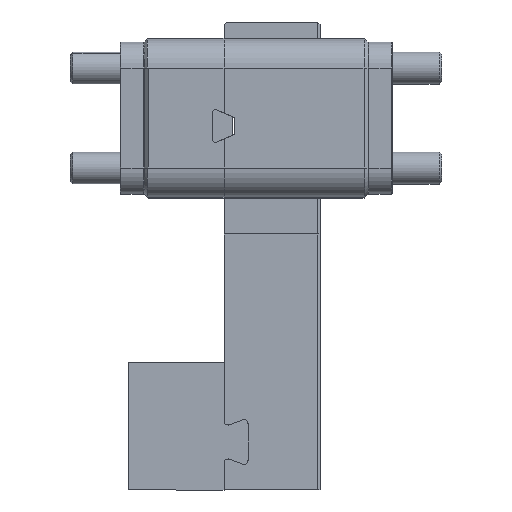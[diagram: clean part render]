
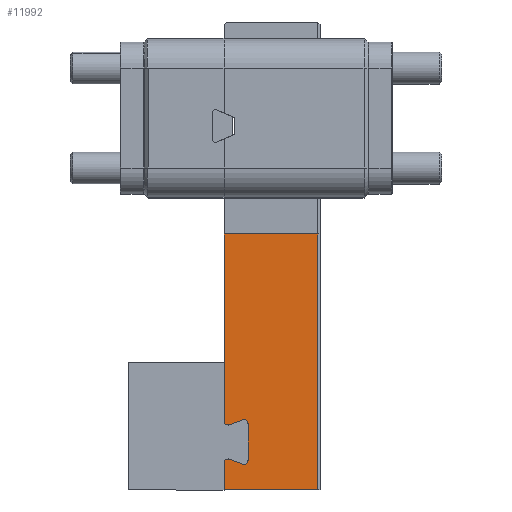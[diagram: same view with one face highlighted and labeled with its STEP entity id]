
A CAD part, left-side view. The second image highlights one B-rep face of the part: STEP entity #11992.
In plain terms, the highlighted face is planar.
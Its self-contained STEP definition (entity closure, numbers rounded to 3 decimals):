
#162 = DIRECTION ( 'NONE',  ( 0., 1., 0. ) ) ;
#263 = CARTESIAN_POINT ( 'NONE',  ( 35., 0.3, -8.2 ) ) ;
#289 = VECTOR ( 'NONE', #2393, 1000. ) ;
#742 = CARTESIAN_POINT ( 'NONE',  ( 31.622, 11.5, -8.2 ) ) ;
#803 = ORIENTED_EDGE ( 'NONE', *, *, #6856, .T. ) ;
#993 = ORIENTED_EDGE ( 'NONE', *, *, #2268, .T. ) ;
#1211 = EDGE_CURVE ( 'NONE', #5547, #6773, #4774, .T. ) ;
#1215 = CARTESIAN_POINT ( 'NONE',  ( 3., 0., -8.2 ) ) ;
#1248 = CIRCLE ( 'NONE', #10554, 0.5 ) ;
#1391 = CARTESIAN_POINT ( 'NONE',  ( 31.286, 9.5, -8.2 ) ) ;
#1413 = VECTOR ( 'NONE', #11438, 1000. ) ;
#1515 = ORIENTED_EDGE ( 'NONE', *, *, #2970, .T. ) ;
#1691 = CARTESIAN_POINT ( 'NONE',  ( 26.378, 11.5, -8.2 ) ) ;
#1952 = DIRECTION ( 'NONE',  ( 1., 0., 0. ) ) ;
#1971 = ORIENTED_EDGE ( 'NONE', *, *, #10350, .F. ) ;
#2124 = ORIENTED_EDGE ( 'NONE', *, *, #14562, .F. ) ;
#2268 = EDGE_CURVE ( 'NONE', #3844, #2287, #11813, .T. ) ;
#2287 = VERTEX_POINT ( 'NONE', #3361 ) ;
#2379 = CARTESIAN_POINT ( 'NONE',  ( 3., 12., -8.2 ) ) ;
#2393 = DIRECTION ( 'NONE',  ( 0., -1., 0. ) ) ;
#2491 = EDGE_LOOP ( 'NONE', ( #8688, #803, #3829, #4187, #993, #2864, #2124, #1971, #6337, #7583, #1515, #3473, #4811, #12980 ) ) ;
#2602 = CARTESIAN_POINT ( 'NONE',  ( 26.848, 11.329, -8.2 ) ) ;
#2672 = DIRECTION ( 'NONE',  ( 0., 0., 1. ) ) ;
#2778 = VECTOR ( 'NONE', #14771, 1000. ) ;
#2864 = ORIENTED_EDGE ( 'NONE', *, *, #5038, .T. ) ;
#2970 = EDGE_CURVE ( 'NONE', #12510, #9054, #1248, .T. ) ;
#3361 = CARTESIAN_POINT ( 'NONE',  ( 26.878, 11.5, -8.2 ) ) ;
#3464 = DIRECTION ( 'NONE',  ( 1., 0., 0. ) ) ;
#3473 = ORIENTED_EDGE ( 'NONE', *, *, #6744, .T. ) ;
#3606 = AXIS2_PLACEMENT_3D ( 'NONE', #4465, #12735, #3464 ) ;
#3672 = LINE ( 'NONE', #1215, #5646 ) ;
#3777 = EDGE_CURVE ( 'NONE', #3844, #8397, #5249, .T. ) ;
#3829 = ORIENTED_EDGE ( 'NONE', *, *, #7721, .T. ) ;
#3844 = VERTEX_POINT ( 'NONE', #7828 ) ;
#3908 = CARTESIAN_POINT ( 'NONE',  ( 26.714, 9., -8.2 ) ) ;
#4006 = CARTESIAN_POINT ( 'NONE',  ( 31.152, 11.329, -8.2 ) ) ;
#4187 = ORIENTED_EDGE ( 'NONE', *, *, #3777, .F. ) ;
#4324 = DIRECTION ( 'NONE',  ( 1., 0., 0. ) ) ;
#4345 = VERTEX_POINT ( 'NONE', #2602 ) ;
#4465 = CARTESIAN_POINT ( 'NONE',  ( 0., 12., -8.2 ) ) ;
#4546 = CARTESIAN_POINT ( 'NONE',  ( 26.714, 9.5, -8.2 ) ) ;
#4552 = CARTESIAN_POINT ( 'NONE',  ( 0., 12., -8.2 ) ) ;
#4632 = VERTEX_POINT ( 'NONE', #8020 ) ;
#4774 = LINE ( 'NONE', #9055, #9133 ) ;
#4775 = VECTOR ( 'NONE', #13723, 1000. ) ;
#4811 = ORIENTED_EDGE ( 'NONE', *, *, #14031, .F. ) ;
#5038 = EDGE_CURVE ( 'NONE', #2287, #4345, #9553, .T. ) ;
#5249 = LINE ( 'NONE', #4552, #1413 ) ;
#5327 = EDGE_CURVE ( 'NONE', #6773, #12510, #10990, .T. ) ;
#5547 = VERTEX_POINT ( 'NONE', #3908 ) ;
#5646 = VECTOR ( 'NONE', #162, 1000. ) ;
#5850 = CARTESIAN_POINT ( 'NONE',  ( 23.923, 3.293, -8.2 ) ) ;
#5920 = AXIS2_PLACEMENT_3D ( 'NONE', #1391, #2672, #14245 ) ;
#6337 = ORIENTED_EDGE ( 'NONE', *, *, #1211, .T. ) ;
#6345 = CARTESIAN_POINT ( 'NONE',  ( 3., 0.3, -8.2 ) ) ;
#6423 = CIRCLE ( 'NONE', #6583, 0.5 ) ;
#6583 = AXIS2_PLACEMENT_3D ( 'NONE', #4546, #12715, #13883 ) ;
#6744 = EDGE_CURVE ( 'NONE', #9054, #8945, #12029, .T. ) ;
#6773 = VERTEX_POINT ( 'NONE', #13568 ) ;
#6838 = EDGE_CURVE ( 'NONE', #14528, #9918, #7329, .T. ) ;
#6856 = EDGE_CURVE ( 'NONE', #7859, #11183, #12409, .T. ) ;
#7189 = LINE ( 'NONE', #14020, #289 ) ;
#7329 = LINE ( 'NONE', #14920, #4775 ) ;
#7583 = ORIENTED_EDGE ( 'NONE', *, *, #5327, .T. ) ;
#7687 = CARTESIAN_POINT ( 'NONE',  ( 31.756, 9.671, -8.2 ) ) ;
#7721 = EDGE_CURVE ( 'NONE', #11183, #8397, #3672, .T. ) ;
#7828 = CARTESIAN_POINT ( 'NONE',  ( 26.378, 12., -8.2 ) ) ;
#7859 = VERTEX_POINT ( 'NONE', #263 ) ;
#7894 = DIRECTION ( 'NONE',  ( 1., 0., 0. ) ) ;
#8020 = CARTESIAN_POINT ( 'NONE',  ( 26.244, 9.671, -8.2 ) ) ;
#8048 = DIRECTION ( 'NONE',  ( 0., 0., 1. ) ) ;
#8265 = AXIS2_PLACEMENT_3D ( 'NONE', #12378, #13386, #14572 ) ;
#8397 = VERTEX_POINT ( 'NONE', #2379 ) ;
#8523 = CARTESIAN_POINT ( 'NONE',  ( 31.622, 12., -8.2 ) ) ;
#8563 = FACE_OUTER_BOUND ( 'NONE', #2491, .T. ) ;
#8688 = ORIENTED_EDGE ( 'NONE', *, *, #9590, .T. ) ;
#8779 = CARTESIAN_POINT ( 'NONE',  ( 27.293, 21.934, -8.2 ) ) ;
#8945 = VERTEX_POINT ( 'NONE', #4006 ) ;
#8960 = VECTOR ( 'NONE', #9891, 1000. ) ;
#9054 = VERTEX_POINT ( 'NONE', #7687 ) ;
#9055 = CARTESIAN_POINT ( 'NONE',  ( 0., 9., -8.2 ) ) ;
#9133 = VECTOR ( 'NONE', #4324, 1000. ) ;
#9553 = CIRCLE ( 'NONE', #8265, 0.5 ) ;
#9590 = EDGE_CURVE ( 'NONE', #14528, #7859, #7189, .T. ) ;
#9833 = DIRECTION ( 'NONE',  ( 0., 0., -1. ) ) ;
#9891 = DIRECTION ( 'NONE',  ( -0.342, 0.94, 0. ) ) ;
#9918 = VERTEX_POINT ( 'NONE', #8523 ) ;
#10041 = AXIS2_PLACEMENT_3D ( 'NONE', #742, #11033, #1952 ) ;
#10350 = EDGE_CURVE ( 'NONE', #5547, #4632, #6423, .T. ) ;
#10554 = AXIS2_PLACEMENT_3D ( 'NONE', #12515, #8048, #7894 ) ;
#10977 = DIRECTION ( 'NONE',  ( 1., 0., 0. ) ) ;
#10990 = CIRCLE ( 'NONE', #5920, 0.5 ) ;
#11033 = DIRECTION ( 'NONE',  ( 0., 0., 1. ) ) ;
#11183 = VERTEX_POINT ( 'NONE', #6345 ) ;
#11399 = PLANE ( 'NONE',  #3606 ) ;
#11438 = DIRECTION ( 'NONE',  ( -1., 0., 0. ) ) ;
#11565 = CARTESIAN_POINT ( 'NONE',  ( 35., 12., -8.2 ) ) ;
#11813 = CIRCLE ( 'NONE', #12171, 0.5 ) ;
#11950 = CIRCLE ( 'NONE', #10041, 0.5 ) ;
#11992 = ADVANCED_FACE ( 'NONE', ( #8563 ), #11399, .F. ) ;
#12029 = LINE ( 'NONE', #8779, #8960 ) ;
#12171 = AXIS2_PLACEMENT_3D ( 'NONE', #1691, #9833, #10977 ) ;
#12378 = CARTESIAN_POINT ( 'NONE',  ( 26.378, 11.5, -8.2 ) ) ;
#12409 = LINE ( 'NONE', #12619, #2778 ) ;
#12486 = VECTOR ( 'NONE', #12897, 1000. ) ;
#12510 = VERTEX_POINT ( 'NONE', #14918 ) ;
#12515 = CARTESIAN_POINT ( 'NONE',  ( 31.286, 9.5, -8.2 ) ) ;
#12619 = CARTESIAN_POINT ( 'NONE',  ( 3., 0.3, -8.2 ) ) ;
#12715 = DIRECTION ( 'NONE',  ( 0., 0., -1. ) ) ;
#12735 = DIRECTION ( 'NONE',  ( 0., 0., 1. ) ) ;
#12897 = DIRECTION ( 'NONE',  ( 0.342, 0.94, 0. ) ) ;
#12980 = ORIENTED_EDGE ( 'NONE', *, *, #6838, .F. ) ;
#13026 = LINE ( 'NONE', #5850, #12486 ) ;
#13386 = DIRECTION ( 'NONE',  ( 0., 0., -1. ) ) ;
#13568 = CARTESIAN_POINT ( 'NONE',  ( 31.286, 9., -8.2 ) ) ;
#13723 = DIRECTION ( 'NONE',  ( -1., 0., 0. ) ) ;
#13883 = DIRECTION ( 'NONE',  ( 1., 0., 0. ) ) ;
#14020 = CARTESIAN_POINT ( 'NONE',  ( 35., 12., -8.2 ) ) ;
#14031 = EDGE_CURVE ( 'NONE', #9918, #8945, #11950, .T. ) ;
#14245 = DIRECTION ( 'NONE',  ( 1., 0., 0. ) ) ;
#14528 = VERTEX_POINT ( 'NONE', #11565 ) ;
#14562 = EDGE_CURVE ( 'NONE', #4632, #4345, #13026, .T. ) ;
#14572 = DIRECTION ( 'NONE',  ( 1., 0., 0. ) ) ;
#14771 = DIRECTION ( 'NONE',  ( -1., 0., 0. ) ) ;
#14918 = CARTESIAN_POINT ( 'NONE',  ( 31.786, 9.5, -8.2 ) ) ;
#14920 = CARTESIAN_POINT ( 'NONE',  ( 0., 12., -8.2 ) ) ;
